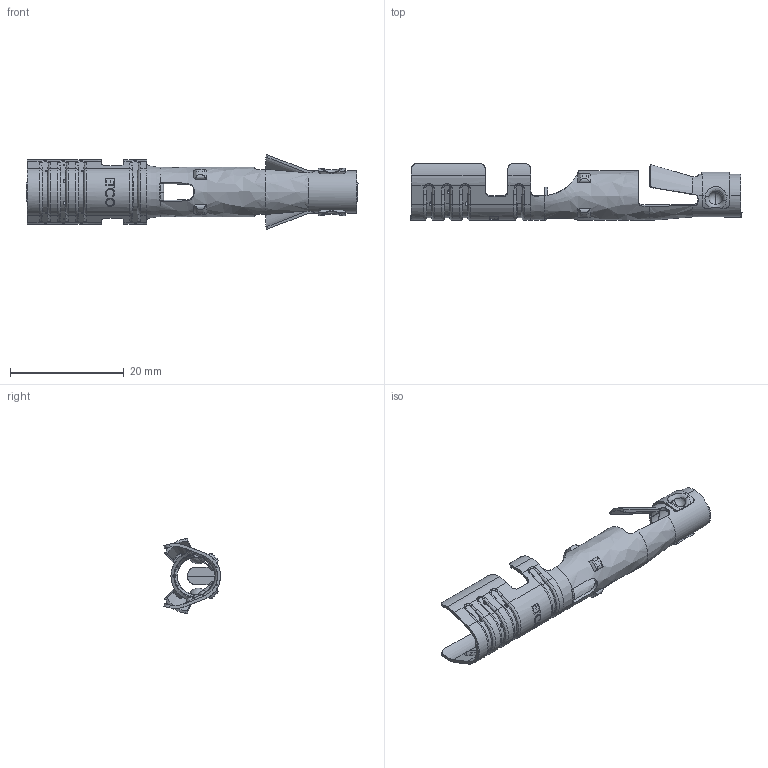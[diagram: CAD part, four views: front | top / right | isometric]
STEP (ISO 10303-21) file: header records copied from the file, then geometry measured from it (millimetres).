
FILE_DESCRIPTION (( 'STEP AP203' ), '1' );
FILE_NAME ('SP2000.STEP', '2019-11-06T16:04:36', ( 'tempuser' ), ( 'Microsoft' ), 'SwSTEP 2.0', 'SolidWorks 2019', '' );
FILE_SCHEMA (( 'CONFIG_CONTROL_DESIGN' ));
Length unit declared in the file: inch
Products named in the file (3): SP2000 and SP2001_SP2000 without carrier; SCA4 expanded for mating_SCA4-B; SP2000
Assembly tree (2 placements, depth 2):
  SP2000
    SP2000 and SP2001_SP2000 without carrier
    SCA4 expanded for mating_SCA4-B
Bounding box: 58.5 x 10.01 x 13.19 mm (x, y, z)
Volume: 641.9 mm3; surface area: 2780.8 mm2
Topology: 2 solids, 2 shells, 733 faces, 2077 edges, 1333 vertices
Faces by surface type: bspline 234, plane 232, cylinder 187, sphere 36, torus 28, cone 16
Entity records: 34097 total; most frequent: CARTESIAN_POINT 17226, ORIENTED_EDGE 4122, DIRECTION 2649, EDGE_CURVE 2061, VERTEX_POINT 1325, AXIS2_PLACEMENT_3D 1022, B_SPLINE_CURVE_WITH_KNOTS 851, EDGE_LOOP 748
